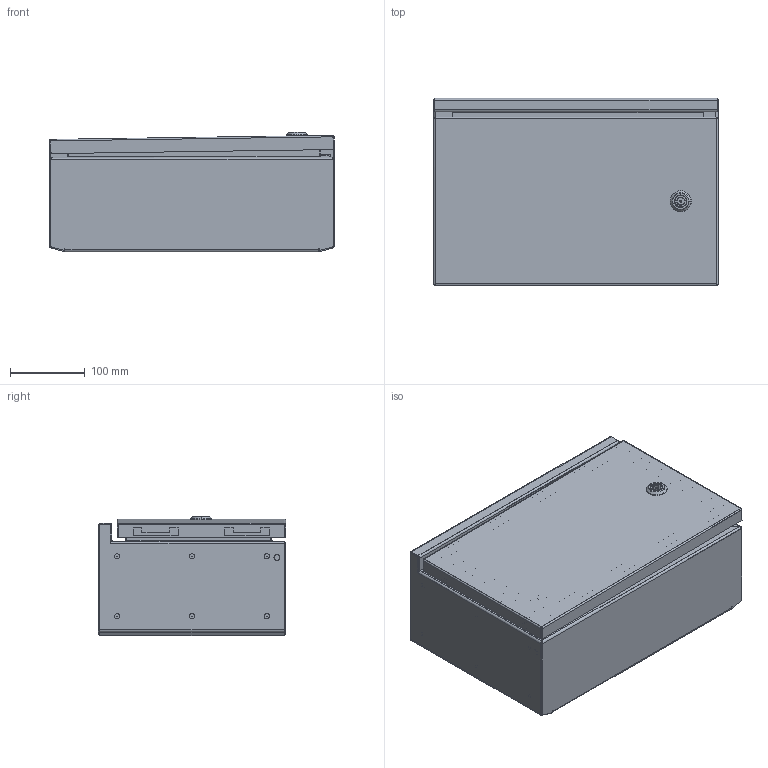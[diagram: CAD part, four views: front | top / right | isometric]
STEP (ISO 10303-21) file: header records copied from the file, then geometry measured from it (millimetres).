
FILE_DESCRIPTION (( 'STEP AP214' ), '1' );
FILE_NAME ('56200101.STEP', '2017-10-25T12:02:46', ( 'Macha' ), ( 'Hewlett-Packard Company' ), 'SwSTEP 2.0', 'SolidWorks 2015', '' );
FILE_SCHEMA (( 'AUTOMOTIVE_DESIGN' ));
Length unit declared in the file: millimetre
Products named in the file (30): 42067_Betaetigung; 42067_O-Ring; 42067_Federsch; 42090; 82204; 42066; 42066_Mutter; 56297; 42066_Geh; 93171; 82410_350x207; 82156_Vor der Montage; 93379; 83160; 42172; 42045_Stift_umgedreht; 56291; 42045; 92081; 420454; 40000029266; 420453; 42176; 420452; 42000; 56056; 42136; 56200101; 42067
Assembly tree (51 placements, depth 5):
  56200101
    56291
      42000
      42176
      40000029266  x12
      92081
    56297
      42172
      93379
      82410_350x207
      56056
        42066
          42066_Geh
          42066_Mutter
        82204
        42090
        42067
          42067_Federsch
          42067_O-Ring
          42067_Betaetigung
          42067
        42136
      42045
        420452
        420453
        420454
      42045_Stift_umgedreht
        420452
        420453
        420454
      83160  x2
      82156_Vor der Montage  x4
      93171  x4
      92081
Bounding box: 380.2 x 250 x 159.46 mm (x, y, z)
Volume: 820962.8 mm3; surface area: 999358 mm2
Topology: 44 solids, 44 shells, 1205 faces, 2900 edges, 1806 vertices
Faces by surface type: plane 550, cylinder 492, cone 65, torus 52, bspline 26, sphere 20
Entity records: 27068 total; most frequent: CARTESIAN_POINT 5565, DIRECTION 4324, ORIENTED_EDGE 4036, EDGE_CURVE 2018, AXIS2_PLACEMENT_3D 1586, VERTEX_POINT 1247, VECTOR 1152, LINE 1152
